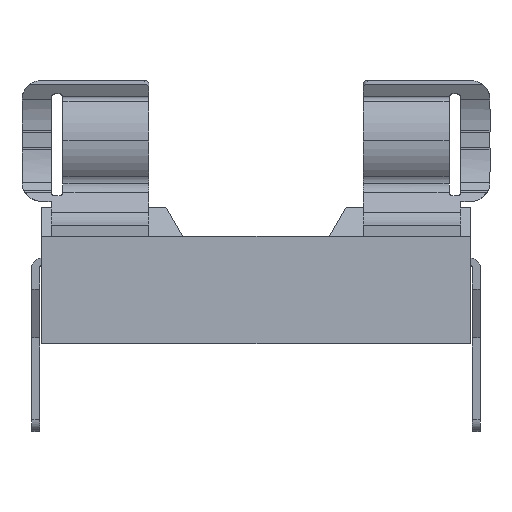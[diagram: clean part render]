
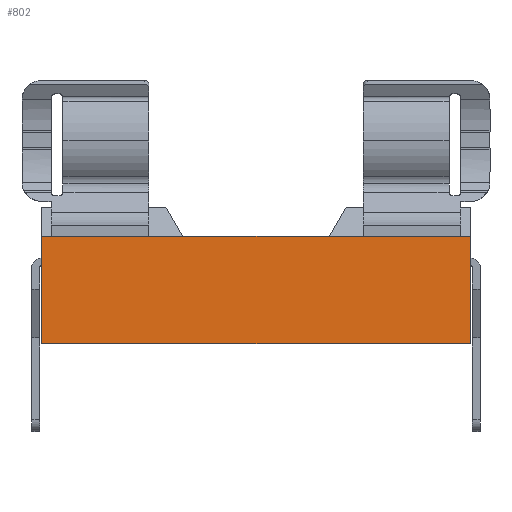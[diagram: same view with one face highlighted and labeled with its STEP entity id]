
A CAD part, top view. The second image highlights one B-rep face of the part: STEP entity #802.
In plain terms, the highlighted planar face has unit normal (0, 0.027, 1).
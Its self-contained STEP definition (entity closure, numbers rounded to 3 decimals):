
#802=ADVANCED_FACE('',(#1604),#1605,.T.);
#1604=FACE_OUTER_BOUND('',#2397,.T.);
#1605=PLANE('',#2398);
#2397=EDGE_LOOP('',(#4989,#4990,#4991,#4992));
#2398=AXIS2_PLACEMENT_3D('',#4993,#4994,#4995);
#4989=ORIENTED_EDGE('',*,*,#5872,.T.);
#4990=ORIENTED_EDGE('',*,*,#5252,.T.);
#4991=ORIENTED_EDGE('',*,*,#5489,.F.);
#4992=ORIENTED_EDGE('',*,*,#5367,.F.);
#4993=CARTESIAN_POINT('',(22.0,5.5,-0.15));
#4994=DIRECTION('',(-0.0,0.027,1.));
#4995=DIRECTION('',(1.0,0.0,0.0));
#5252=EDGE_CURVE('',#6504,#6505,#6506,.T.);
#5367=EDGE_CURVE('',#6692,#6694,#6695,.T.);
#5489=EDGE_CURVE('',#6694,#6505,#6889,.T.);
#5872=EDGE_CURVE('',#6692,#6504,#7411,.T.);
#6504=VERTEX_POINT('',#8851);
#6505=VERTEX_POINT('',#8852);
#6506=LINE('',#8853,#8854);
#6692=VERTEX_POINT('',#9120);
#6694=VERTEX_POINT('',#9123);
#6695=LINE('',#9124,#9125);
#6889=LINE('',#9450,#9451);
#7411=LINE('',#10568,#10569);
#8851=CARTESIAN_POINT('',(22.0,5.5,-0.15));
#8852=CARTESIAN_POINT('',(0.0,5.5,-0.15));
#8853=CARTESIAN_POINT('',(22.,5.5,-0.15));
#8854=VECTOR('',#11319,1000.0);
#9120=CARTESIAN_POINT('',(22.0,0.,0.0));
#9123=CARTESIAN_POINT('',(0.0,0.,0.0));
#9124=CARTESIAN_POINT('',(22.,0.0,0.0));
#9125=VECTOR('',#11443,1000.0);
#9450=CARTESIAN_POINT('',(0.0,0.0,0.0));
#9451=VECTOR('',#11617,1000.0);
#10568=CARTESIAN_POINT('',(22.,0.0,0.0));
#10569=VECTOR('',#12063,1000.0);
#11319=DIRECTION('',(-1.0,0.0,0.0));
#11443=DIRECTION('',(-1.0,0.0,0.0));
#11617=DIRECTION('',(0.0,1.,-0.027));
#12063=DIRECTION('',(0.0,1.,-0.027));
